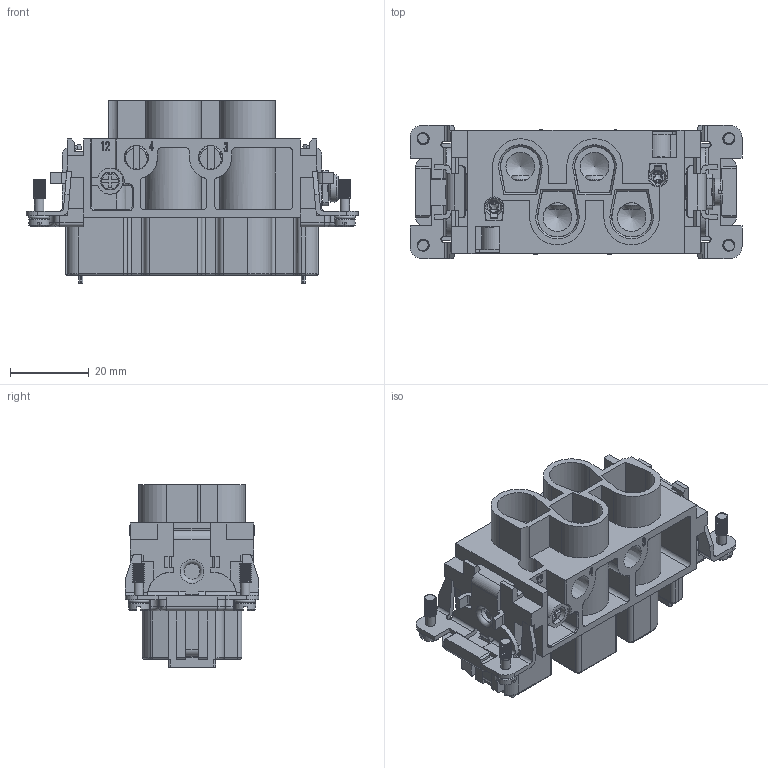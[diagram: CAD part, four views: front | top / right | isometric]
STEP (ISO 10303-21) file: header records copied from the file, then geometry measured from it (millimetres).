
FILE_DESCRIPTION(/* description */ (''),/* implementation_level */ '2;1');
FILE_NAME(/* name */ 'HK-004&2-F.stp',/* time_stamp */ '2023-03-21T17:01:28+08:00',/* author */ (''),/* organization */ (''),/* preprocessor_version */ 'ST-DEVELOPER v16',/* originating_system */ 'SIEMENS PLM Software NX 10.0',/* authorisation */ '');
FILE_SCHEMA (('CONFIG_CONTROL_DESIGN'));
Products named in the file (1): HK-004&2-F
Bounding box: 84.2 x 33.8 x 46.3 mm (x, y, z)
Volume: 550.8 mm3; surface area: 39332.4 mm2
Topology: 6 solids, 7 shells, 2107 faces, 6156 edges, 4041 vertices
Faces by surface type: plane 1121, cylinder 537, cone 177, bspline 155, torus 87, extrusion 28, sphere 2
Full cylindrical faces by diameter (mm): 2.4 x8, 2.5 x2, 2.7 x2, 3 x6, 3.3 x4, 4 x3, 4.5 x2, 5 x2, 5.3 x4, 5.7 x2, 6 x2, 6.2 x6, 7 x1, 7.3 x4, 8.5 x4, 9.3 x4, 10.1 x4, 10.8 x4
Entity records: 94747 total; most frequent: CARTESIAN_POINT 41992, ORIENTED_EDGE 11740, DIRECTION 9953, EDGE_CURVE 5870, VERTEX_POINT 3900, AXIS2_PLACEMENT_3D 3450, VECTOR 3053, LINE 3025
